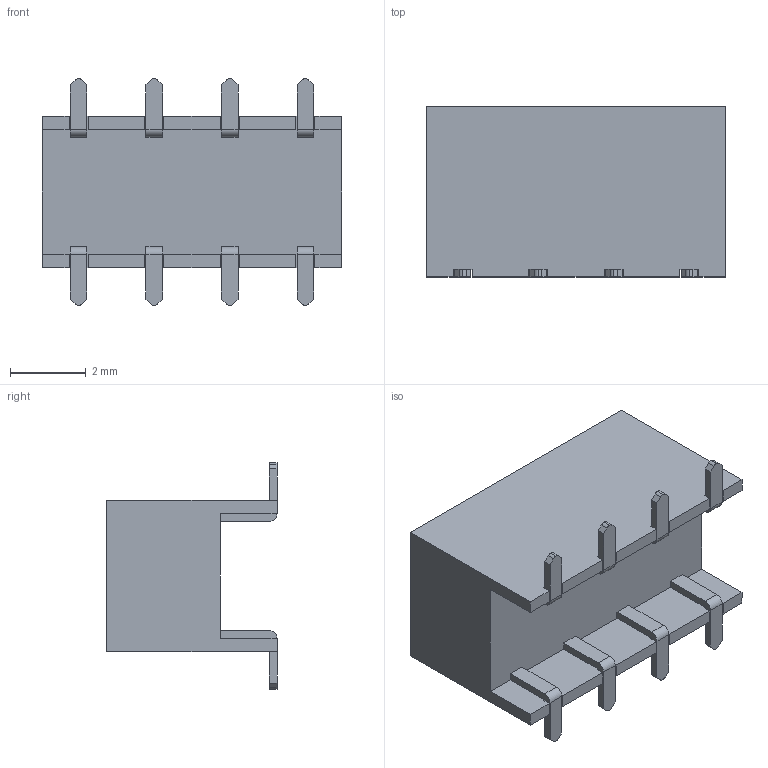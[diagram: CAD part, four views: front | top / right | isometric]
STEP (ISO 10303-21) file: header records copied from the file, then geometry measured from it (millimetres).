
FILE_DESCRIPTION (( 'STEP AP214' ), '1' );
FILE_NAME ('55510-308TRLF.STEP', '2022-04-27T13:59:35', ( '' ), ( '' ), 'SwSTEP 2.0', 'SolidWorks 2017', '' );
FILE_SCHEMA (( 'AUTOMOTIVE_DESIGN' ));
Length unit declared in the file: millimetre
Products named in the file (3): 55510-308TRLF; 55510_08; Pin^Assem1 55510
Assembly tree (5 placements, depth 2):
  55510-308TRLF
    55510_08
    Pin^Assem1 55510  x4
Bounding box: 7.92 x 4.5 x 6 mm (x, y, z)
Volume: 100.9 mm3; surface area: 244.2 mm2
Topology: 9 solids, 9 shells, 210 faces, 520 edges, 336 vertices
Faces by surface type: plane 186, cylinder 24
Entity records: 4103 total; most frequent: CARTESIAN_POINT 702, ORIENTED_EDGE 680, DIRECTION 644, EDGE_CURVE 340, VECTOR 328, LINE 328, VERTEX_POINT 216, AXIS2_PLACEMENT_3D 158
